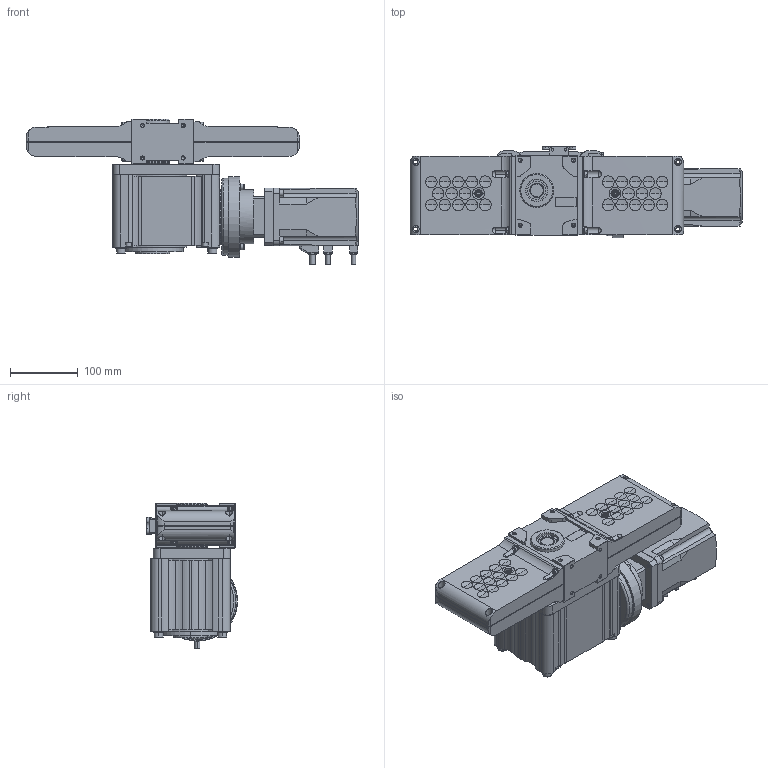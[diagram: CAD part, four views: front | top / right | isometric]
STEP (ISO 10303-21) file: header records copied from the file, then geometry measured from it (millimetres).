
FILE_DESCRIPTION (( 'STEP AP203' ), '1' );
FILE_NAME ('ZCA35K_AZ_500st.STEP', '2025-01-23T07:00:09', ( '' ), ( '' ), 'SwSTEP 2.0', 'SolidWorks 2019', '' );
FILE_SCHEMA (( 'CONFIG_CONTROL_DESIGN' ));
Length unit declared in the file: millimetre
Products named in the file (1): ZCA35K_AZ_500st
Bounding box: 490.24 x 134.5 x 214.5 mm (x, y, z)
Volume: 5616636 mm3; surface area: 500153.8 mm2
Topology: 17 solids, 17 shells, 2114 faces, 5206 edges, 3308 vertices
Faces by surface type: plane 937, cylinder 715, cone 265, sphere 122, torus 58, bspline 17
Entity records: 70961 total; most frequent: CARTESIAN_POINT 20171, DIRECTION 10903, ORIENTED_EDGE 10268, EDGE_CURVE 5134, AXIS2_PLACEMENT_3D 4024, VERTEX_POINT 3304, LINE 2855, VECTOR 2855
